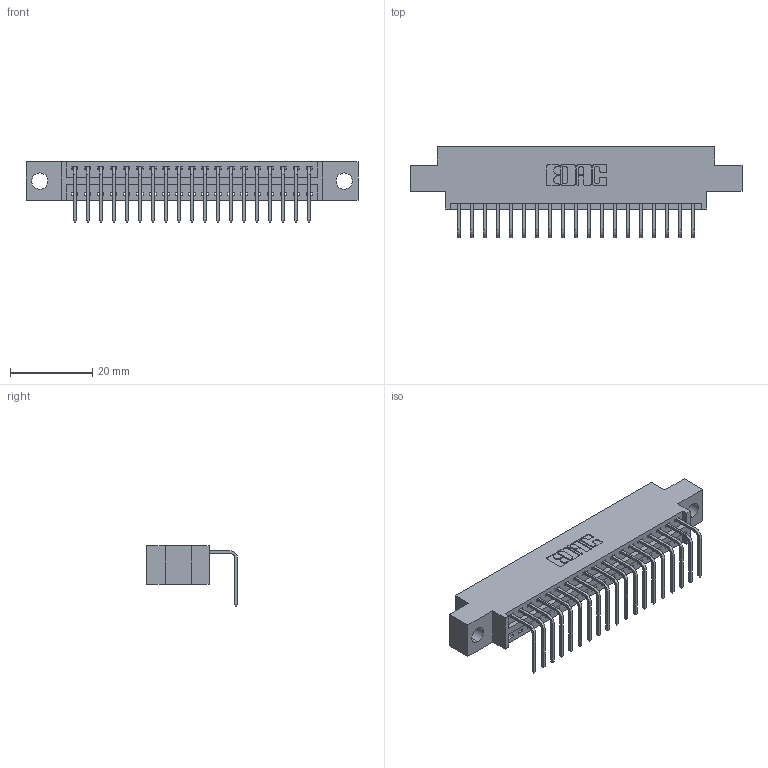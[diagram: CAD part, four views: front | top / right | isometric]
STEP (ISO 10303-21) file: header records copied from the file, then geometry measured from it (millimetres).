
FILE_DESCRIPTION (( 'STEP AP203' ), '1' );
FILE_NAME ('346-019-558-604.STEP', '2022-05-05T15:50:09', ( '' ), ( '' ), 'SwSTEP 2.0', 'SolidWorks 2020', '' );
FILE_SCHEMA (( 'CONFIG_CONTROL_DESIGN' ));
Length unit declared in the file: inch
Products named in the file (3): 346-019-558-604; 345-292-001_558 Tail - 2; 346 Part_0.170 Offset - 0.156 Dia-TH
Assembly tree (20 placements, depth 2):
  346-019-558-604
    346 Part_0.170 Offset - 0.156 Dia-TH
    345-292-001_558 Tail - 2  x19
Bounding box: 80.9 x 22.16 x 14.73 mm (x, y, z)
Volume: 7388.1 mm3; surface area: 9361.2 mm2
Topology: 20 solids, 20 shells, 1280 faces, 3835 edges, 2530 vertices
Faces by surface type: plane 892, cylinder 388
Entity records: 15523 total; most frequent: CARTESIAN_POINT 2679, ORIENTED_EDGE 2630, DIRECTION 2389, EDGE_CURVE 1315, VECTOR 1107, LINE 1107, VERTEX_POINT 874, AXIS2_PLACEMENT_3D 641
